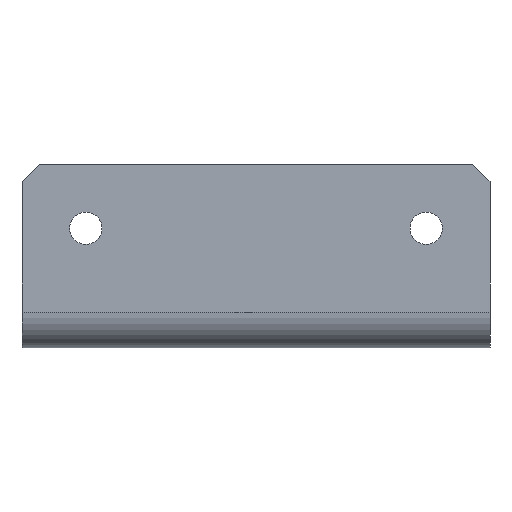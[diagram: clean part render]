
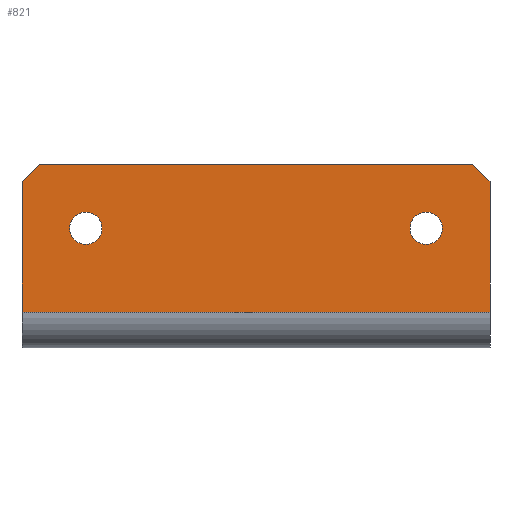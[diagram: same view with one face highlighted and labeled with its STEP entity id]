
A CAD part, front view. The second image highlights one B-rep face of the part: STEP entity #821.
In plain terms, the highlighted planar face has unit normal (0, -1, 0).
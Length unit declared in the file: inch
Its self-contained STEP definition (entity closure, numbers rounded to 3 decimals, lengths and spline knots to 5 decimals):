
#2 = VECTOR ( 'NONE', #194, 39.37008 ) ;
#8 = DIRECTION ( 'NONE',  ( 0., 0., -1. ) ) ;
#16 = ORIENTED_EDGE ( 'NONE', *, *, #143, .F. ) ;
#18 = EDGE_CURVE ( 'NONE', #42, #352, #634, .T. ) ;
#24 = ORIENTED_EDGE ( 'NONE', *, *, #18, .F. ) ;
#37 = CARTESIAN_POINT ( 'NONE',  ( -1., -0.20811, 0.39811 ) ) ;
#38 = FACE_BOUND ( 'NONE', #476, .T. ) ;
#40 = VERTEX_POINT ( 'NONE', #827 ) ;
#41 = EDGE_CURVE ( 'NONE', #40, #742, #505, .T. ) ;
#42 = VERTEX_POINT ( 'NONE', #37 ) ;
#72 = CARTESIAN_POINT ( 'NONE',  ( -1.375, -0.20811, 0. ) ) ;
#73 = ORIENTED_EDGE ( 'NONE', *, *, #417, .T. ) ;
#86 = DIRECTION ( 'NONE',  ( 0., 0., -1. ) ) ;
#96 = LINE ( 'NONE', #412, #406 ) ;
#102 = EDGE_LOOP ( 'NONE', ( #210, #643, #251, #371, #73, #403 ) ) ;
#110 = CARTESIAN_POINT ( 'NONE',  ( -1., -0.20811, 0.58811 ) ) ;
#116 = CARTESIAN_POINT ( 'NONE',  ( -1.375, -0.20811, 0. ) ) ;
#118 = DIRECTION ( 'NONE',  ( 0., 0., 1. ) ) ;
#135 = CARTESIAN_POINT ( 'NONE',  ( 1.375, -0.20811, 0. ) ) ;
#143 = EDGE_CURVE ( 'NONE', #352, #42, #478, .T. ) ;
#155 = LINE ( 'NONE', #201, #2 ) ;
#158 = FACE_BOUND ( 'NONE', #558, .T. ) ;
#177 = VECTOR ( 'NONE', #559, 39.37008 ) ;
#184 = FACE_OUTER_BOUND ( 'NONE', #102, .T. ) ;
#194 = DIRECTION ( 'NONE',  ( 0.707, 0., 0.707 ) ) ;
#196 = DIRECTION ( 'NONE',  ( 0., -1., 0. ) ) ;
#201 = CARTESIAN_POINT ( 'NONE',  ( -1.275, -0.20811, 0.86811 ) ) ;
#210 = ORIENTED_EDGE ( 'NONE', *, *, #706, .F. ) ;
#251 = ORIENTED_EDGE ( 'NONE', *, *, #372, .T. ) ;
#255 = ORIENTED_EDGE ( 'NONE', *, *, #349, .F. ) ;
#258 = CARTESIAN_POINT ( 'NONE',  ( 1., -0.20811, 0.49311 ) ) ;
#261 = DIRECTION ( 'NONE',  ( 0., -1., 0. ) ) ;
#275 = AXIS2_PLACEMENT_3D ( 'NONE', #483, #708, #808 ) ;
#279 = VERTEX_POINT ( 'NONE', #282 ) ;
#282 = CARTESIAN_POINT ( 'NONE',  ( -1.275, -0.20811, 0.86811 ) ) ;
#290 = DIRECTION ( 'NONE',  ( 0., 0., -1. ) ) ;
#297 = VECTOR ( 'NONE', #118, 39.37008 ) ;
#307 = AXIS2_PLACEMENT_3D ( 'NONE', #422, #196, #8 ) ;
#332 = VERTEX_POINT ( 'NONE', #791 ) ;
#337 = AXIS2_PLACEMENT_3D ( 'NONE', #258, #261, #290 ) ;
#347 = VERTEX_POINT ( 'NONE', #456 ) ;
#348 = DIRECTION ( 'NONE',  ( -1., 0., 0. ) ) ;
#349 = EDGE_CURVE ( 'NONE', #544, #347, #409, .T. ) ;
#352 = VERTEX_POINT ( 'NONE', #110 ) ;
#371 = ORIENTED_EDGE ( 'NONE', *, *, #519, .F. ) ;
#372 = EDGE_CURVE ( 'NONE', #40, #570, #96, .T. ) ;
#403 = ORIENTED_EDGE ( 'NONE', *, *, #640, .F. ) ;
#406 = VECTOR ( 'NONE', #797, 39.37008 ) ;
#409 = CIRCLE ( 'NONE', #337, 0.095 ) ;
#412 = CARTESIAN_POINT ( 'NONE',  ( 1.375, -0.20811, 0. ) ) ;
#417 = EDGE_CURVE ( 'NONE', #622, #279, #451, .T. ) ;
#419 = LINE ( 'NONE', #116, #297 ) ;
#422 = CARTESIAN_POINT ( 'NONE',  ( 1.375, -0.20811, 0. ) ) ;
#430 = VECTOR ( 'NONE', #802, 39.37008 ) ;
#441 = PLANE ( 'NONE',  #307 ) ;
#443 = CARTESIAN_POINT ( 'NONE',  ( 1.275, -0.20811, 0.86811 ) ) ;
#451 = LINE ( 'NONE', #735, #430 ) ;
#456 = CARTESIAN_POINT ( 'NONE',  ( 1., -0.20811, 0.58811 ) ) ;
#470 = VECTOR ( 'NONE', #348, 39.37008 ) ;
#476 = EDGE_LOOP ( 'NONE', ( #255, #601 ) ) ;
#478 = CIRCLE ( 'NONE', #275, 0.095 ) ;
#483 = CARTESIAN_POINT ( 'NONE',  ( -1., -0.20811, 0.49311 ) ) ;
#505 = LINE ( 'NONE', #135, #470 ) ;
#510 = CARTESIAN_POINT ( 'NONE',  ( 1.375, -0.20811, 0.76811 ) ) ;
#519 = EDGE_CURVE ( 'NONE', #622, #570, #672, .T. ) ;
#544 = VERTEX_POINT ( 'NONE', #550 ) ;
#550 = CARTESIAN_POINT ( 'NONE',  ( 1., -0.20811, 0.39811 ) ) ;
#558 = EDGE_LOOP ( 'NONE', ( #24, #16 ) ) ;
#559 = DIRECTION ( 'NONE',  ( 0.707, 0., -0.707 ) ) ;
#566 = EDGE_CURVE ( 'NONE', #347, #544, #713, .T. ) ;
#570 = VERTEX_POINT ( 'NONE', #630 ) ;
#589 = AXIS2_PLACEMENT_3D ( 'NONE', #730, #605, #86 ) ;
#601 = ORIENTED_EDGE ( 'NONE', *, *, #566, .F. ) ;
#605 = DIRECTION ( 'NONE',  ( 0., -1., 0. ) ) ;
#617 = AXIS2_PLACEMENT_3D ( 'NONE', #633, #636, #639 ) ;
#622 = VERTEX_POINT ( 'NONE', #443 ) ;
#630 = CARTESIAN_POINT ( 'NONE',  ( 1.375, -0.20811, 0.76811 ) ) ;
#633 = CARTESIAN_POINT ( 'NONE',  ( 1., -0.20811, 0.49311 ) ) ;
#634 = CIRCLE ( 'NONE', #589, 0.095 ) ;
#636 = DIRECTION ( 'NONE',  ( 0., -1., 0. ) ) ;
#639 = DIRECTION ( 'NONE',  ( 0., 0., -1. ) ) ;
#640 = EDGE_CURVE ( 'NONE', #332, #279, #155, .T. ) ;
#643 = ORIENTED_EDGE ( 'NONE', *, *, #41, .F. ) ;
#672 = LINE ( 'NONE', #510, #177 ) ;
#706 = EDGE_CURVE ( 'NONE', #742, #332, #419, .T. ) ;
#708 = DIRECTION ( 'NONE',  ( 0., -1., 0. ) ) ;
#713 = CIRCLE ( 'NONE', #617, 0.095 ) ;
#730 = CARTESIAN_POINT ( 'NONE',  ( -1., -0.20811, 0.49311 ) ) ;
#735 = CARTESIAN_POINT ( 'NONE',  ( 1.375, -0.20811, 0.86811 ) ) ;
#742 = VERTEX_POINT ( 'NONE', #72 ) ;
#791 = CARTESIAN_POINT ( 'NONE',  ( -1.375, -0.20811, 0.76811 ) ) ;
#797 = DIRECTION ( 'NONE',  ( 0., 0., 1. ) ) ;
#802 = DIRECTION ( 'NONE',  ( -1., 0., 0. ) ) ;
#808 = DIRECTION ( 'NONE',  ( 0., 0., -1. ) ) ;
#821 = ADVANCED_FACE ( 'NONE', ( #38, #158, #184 ), #441, .T. ) ;
#827 = CARTESIAN_POINT ( 'NONE',  ( 1.375, -0.20811, 0. ) ) ;
